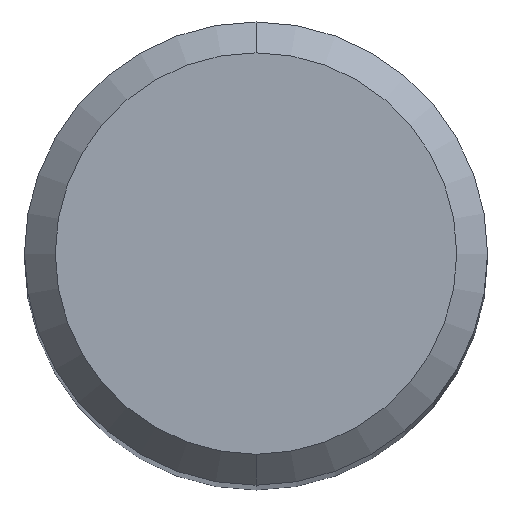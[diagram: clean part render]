
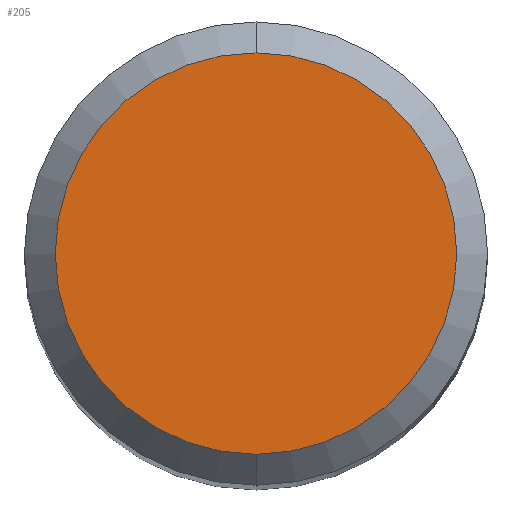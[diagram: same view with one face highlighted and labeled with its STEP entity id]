
A CAD part, top view. The second image highlights one B-rep face of the part: STEP entity #205.
In plain terms, the highlighted planar face has unit normal (0, 0, 1).
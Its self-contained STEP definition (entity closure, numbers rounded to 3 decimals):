
#191=VERTEX_POINT('',#484);
#205=ADVANCED_FACE('',(#501),#502,.T.);
#317=EDGE_CURVE('',#191,#395,#624,.T.);
#319=EDGE_CURVE('',#395,#191,#626,.T.);
#395=VERTEX_POINT('',#708);
#484=CARTESIAN_POINT('',(0.0,2.6,0.0));
#501=FACE_OUTER_BOUND('',#818,.T.);
#502=PLANE('',#819);
#624=CIRCLE('',#1160,2.6);
#626=CIRCLE('',#1163,2.6);
#708=CARTESIAN_POINT('',(0.,-2.6,0.0));
#818=EDGE_LOOP('',(#1426,#1427));
#819=AXIS2_PLACEMENT_3D('',#1428,#1429,#1430);
#1160=AXIS2_PLACEMENT_3D('',#1554,#1555,#1556);
#1163=AXIS2_PLACEMENT_3D('',#1557,#1558,#1559);
#1426=ORIENTED_EDGE('',*,*,#317,.F.);
#1427=ORIENTED_EDGE('',*,*,#319,.F.);
#1428=CARTESIAN_POINT('',(0.0,1.3,0.0));
#1429=DIRECTION('',(-0.0,0.0,1.0));
#1430=DIRECTION('',(0.0,-1.0,0.0));
#1554=CARTESIAN_POINT('',(0.0,0.0,0.0));
#1555=DIRECTION('',(0.0,0.0,-1.0));
#1556=DIRECTION('',(0.0,1.0,0.0));
#1557=CARTESIAN_POINT('',(0.0,0.0,0.0));
#1558=DIRECTION('',(0.0,0.0,-1.0));
#1559=DIRECTION('',(0.0,1.0,0.0));
